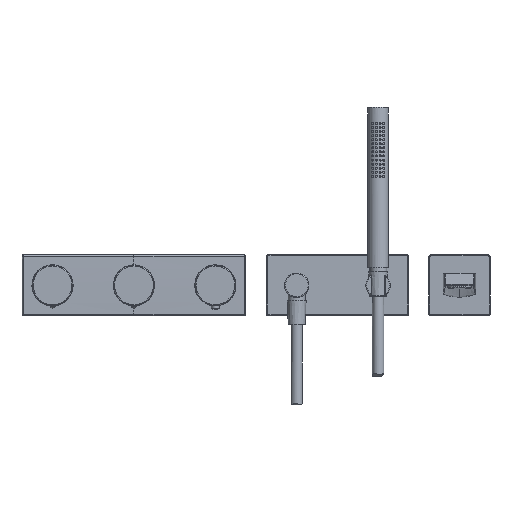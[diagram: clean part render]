
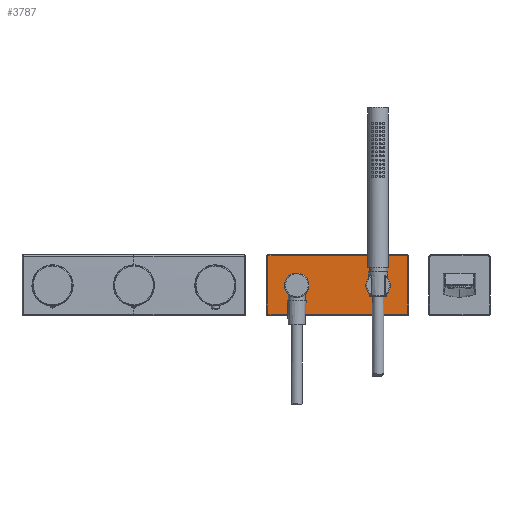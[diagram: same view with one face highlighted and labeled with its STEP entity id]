
A CAD part, top view. The second image highlights one B-rep face of the part: STEP entity #3787.
In plain terms, the highlighted planar face has unit normal (0, 0, 1).
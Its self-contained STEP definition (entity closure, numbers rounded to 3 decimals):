
#18 = CARTESIAN_POINT ( 'NONE',  ( 50.034, -36.308, 12. ) ) ;
#113 = EDGE_CURVE ( 'NONE', #10206, #6796, #3313, .T. ) ;
#185 = CARTESIAN_POINT ( 'NONE',  ( 14.726, 36.308, 12. ) ) ;
#309 = CARTESIAN_POINT ( 'NONE',  ( 186.218, -35.936, 12. ) ) ;
#420 = CARTESIAN_POINT ( 'NONE',  ( 14.726, 36.308, 12. ) ) ;
#715 = VECTOR ( 'NONE', #2645, 1000. ) ;
#732 = LINE ( 'NONE', #10561, #715 ) ;
#779 = CARTESIAN_POINT ( 'NONE',  ( 14.412, -36.308, 12. ) ) ;
#811 = EDGE_CURVE ( 'NONE', #3136, #9053, #9839, .T. ) ;
#883 = VERTEX_POINT ( 'NONE', #2791 ) ;
#1064 = ORIENTED_EDGE ( 'NONE', *, *, #12896, .F. ) ;
#1147 = CARTESIAN_POINT ( 'NONE',  ( 185.656, 36.308, 12. ) ) ;
#1366 = CARTESIAN_POINT ( 'NONE',  ( 185.656, -36.308, 12. ) ) ;
#1398 = VECTOR ( 'NONE', #4285, 1000. ) ;
#1608 = CARTESIAN_POINT ( 'NONE',  ( 185.342, -36.308, 12. ) ) ;
#1698 = B_SPLINE_CURVE_WITH_KNOTS ( 'NONE', 5,
 ( #8522, #1147, #10463, #4386, #11410, #5459 ),
 .UNSPECIFIED., .F., .F.,
 ( 6, 6 ),
 ( 0., 1. ),
 .UNSPECIFIED. ) ;
#1736 = ORIENTED_EDGE ( 'NONE', *, *, #12742, .F. ) ;
#1842 = CARTESIAN_POINT ( 'NONE',  ( 14.726, -36.308, 12. ) ) ;
#1974 = VERTEX_POINT ( 'NONE', #8475 ) ;
#1980 = EDGE_CURVE ( 'NONE', #6796, #3136, #8387, .T. ) ;
#2526 = CARTESIAN_POINT ( 'NONE',  ( 185.342, 36.308, 12. ) ) ;
#2644 = AXIS2_PLACEMENT_3D ( 'NONE', #9584, #3418, #10544 ) ;
#2645 = DIRECTION ( 'NONE',  ( 0., -1., 0. ) ) ;
#2791 = CARTESIAN_POINT ( 'NONE',  ( 186.342, -35.308, 12. ) ) ;
#2914 = CARTESIAN_POINT ( 'NONE',  ( 13.726, 0., 12. ) ) ;
#2946 = CARTESIAN_POINT ( 'NONE',  ( 13.849, -35.936, 12. ) ) ;
#2953 = DIRECTION ( 'NONE',  ( 0., 1., 0. ) ) ;
#3136 = VERTEX_POINT ( 'NONE', #3256 ) ;
#3240 = EDGE_LOOP ( 'NONE', ( #11818 ) ) ;
#3256 = CARTESIAN_POINT ( 'NONE',  ( 13.726, -35.308, 12. ) ) ;
#3313 = LINE ( 'NONE', #18, #10363 ) ;
#3379 = CARTESIAN_POINT ( 'NONE',  ( 13.726, 35.308, 12. ) ) ;
#3403 = ORIENTED_EDGE ( 'NONE', *, *, #113, .F. ) ;
#3418 = DIRECTION ( 'NONE',  ( 0., 0., 1. ) ) ;
#3589 = EDGE_LOOP ( 'NONE', ( #1736, #5372, #9810, #11016, #1064, #7711, #4428, #3403 ) ) ;
#3787 = ADVANCED_FACE ( 'NONE', ( #11957, #11792 ), #8627, .F. ) ;
#4004 = CARTESIAN_POINT ( 'NONE',  ( 13.726, -35.308, 12. ) ) ;
#4285 = DIRECTION ( 'NONE',  ( 1., 0., 0. ) ) ;
#4386 = CARTESIAN_POINT ( 'NONE',  ( 186.218, 35.936, 12. ) ) ;
#4406 = AXIS2_PLACEMENT_3D ( 'NONE', #6576, #4506, #11520 ) ;
#4428 = ORIENTED_EDGE ( 'NONE', *, *, #1980, .F. ) ;
#4506 = DIRECTION ( 'NONE',  ( 0., 0., -1. ) ) ;
#4657 = CARTESIAN_POINT ( 'NONE',  ( 14.726, -36.308, 12. ) ) ;
#4920 = DIRECTION ( 'NONE',  ( -1., 0., 0. ) ) ;
#4981 = VERTEX_POINT ( 'NONE', #420 ) ;
#5372 = ORIENTED_EDGE ( 'NONE', *, *, #11049, .F. ) ;
#5382 = VERTEX_POINT ( 'NONE', #5555 ) ;
#5459 = CARTESIAN_POINT ( 'NONE',  ( 186.342, 35.308, 12. ) ) ;
#5469 = B_SPLINE_CURVE_WITH_KNOTS ( 'NONE', 5,
 ( #3379, #9551, #5508, #12419, #6557, #185 ),
 .UNSPECIFIED., .F., .F.,
 ( 6, 6 ),
 ( 0., 1. ),
 .UNSPECIFIED. ) ;
#5508 = CARTESIAN_POINT ( 'NONE',  ( 13.849, 35.936, 12. ) ) ;
#5555 = CARTESIAN_POINT ( 'NONE',  ( 186.342, 35.308, 12. ) ) ;
#5803 = EDGE_CURVE ( 'NONE', #1974, #1974, #9878, .T. ) ;
#6557 = CARTESIAN_POINT ( 'NONE',  ( 14.412, 36.308, 12. ) ) ;
#6576 = CARTESIAN_POINT ( 'NONE',  ( 50.034, 0., 12. ) ) ;
#6796 = VERTEX_POINT ( 'NONE', #4657 ) ;
#7510 = VERTEX_POINT ( 'NONE', #2526 ) ;
#7707 = LINE ( 'NONE', #12266, #1398 ) ;
#7711 = ORIENTED_EDGE ( 'NONE', *, *, #811, .F. ) ;
#7729 = CARTESIAN_POINT ( 'NONE',  ( 185.97, -36.185, 12. ) ) ;
#8387 = B_SPLINE_CURVE_WITH_KNOTS ( 'NONE', 5,
 ( #1842, #779, #9148, #2946, #10117, #4004 ),
 .UNSPECIFIED., .F., .F.,
 ( 6, 6 ),
 ( 0., 1. ),
 .UNSPECIFIED. ) ;
#8475 = CARTESIAN_POINT ( 'NONE',  ( 37.034, 0., 12. ) ) ;
#8522 = CARTESIAN_POINT ( 'NONE',  ( 185.342, 36.308, 12. ) ) ;
#8627 = PLANE ( 'NONE',  #4406 ) ;
#8718 = CARTESIAN_POINT ( 'NONE',  ( 185.342, -36.308, 12. ) ) ;
#9053 = VERTEX_POINT ( 'NONE', #12343 ) ;
#9148 = CARTESIAN_POINT ( 'NONE',  ( 14.098, -36.185, 12. ) ) ;
#9526 = VECTOR ( 'NONE', #2953, 1000. ) ;
#9551 = CARTESIAN_POINT ( 'NONE',  ( 13.726, 35.622, 12. ) ) ;
#9584 = CARTESIAN_POINT ( 'NONE',  ( 50.034, 0., 12. ) ) ;
#9614 = CARTESIAN_POINT ( 'NONE',  ( 186.342, -35.622, 12. ) ) ;
#9810 = ORIENTED_EDGE ( 'NONE', *, *, #11438, .F. ) ;
#9839 = LINE ( 'NONE', #2914, #9526 ) ;
#9878 = CIRCLE ( 'NONE', #2644, 13. ) ;
#10117 = CARTESIAN_POINT ( 'NONE',  ( 13.726, -35.622, 12. ) ) ;
#10206 = VERTEX_POINT ( 'NONE', #1608 ) ;
#10363 = VECTOR ( 'NONE', #4920, 1000. ) ;
#10463 = CARTESIAN_POINT ( 'NONE',  ( 185.97, 36.185, 12. ) ) ;
#10544 = DIRECTION ( 'NONE',  ( -1., 0., 0. ) ) ;
#10561 = CARTESIAN_POINT ( 'NONE',  ( 186.342, 0., 12. ) ) ;
#11016 = ORIENTED_EDGE ( 'NONE', *, *, #11851, .F. ) ;
#11049 = EDGE_CURVE ( 'NONE', #5382, #883, #732, .T. ) ;
#11410 = CARTESIAN_POINT ( 'NONE',  ( 186.342, 35.622, 12. ) ) ;
#11438 = EDGE_CURVE ( 'NONE', #7510, #5382, #1698, .T. ) ;
#11520 = DIRECTION ( 'NONE',  ( 0., 1., 0. ) ) ;
#11792 = FACE_OUTER_BOUND ( 'NONE', #3589, .T. ) ;
#11818 = ORIENTED_EDGE ( 'NONE', *, *, #5803, .F. ) ;
#11851 = EDGE_CURVE ( 'NONE', #4981, #7510, #7707, .T. ) ;
#11957 = FACE_BOUND ( 'NONE', #3240, .T. ) ;
#12266 = CARTESIAN_POINT ( 'NONE',  ( 50.034, 36.308, 12. ) ) ;
#12343 = CARTESIAN_POINT ( 'NONE',  ( 13.726, 35.308, 12. ) ) ;
#12353 = B_SPLINE_CURVE_WITH_KNOTS ( 'NONE', 5,
 ( #12476, #9614, #309, #7729, #1366, #8718 ),
 .UNSPECIFIED., .F., .F.,
 ( 6, 6 ),
 ( 0., 1. ),
 .UNSPECIFIED. ) ;
#12419 = CARTESIAN_POINT ( 'NONE',  ( 14.097, 36.185, 12. ) ) ;
#12476 = CARTESIAN_POINT ( 'NONE',  ( 186.342, -35.308, 12. ) ) ;
#12742 = EDGE_CURVE ( 'NONE', #883, #10206, #12353, .T. ) ;
#12896 = EDGE_CURVE ( 'NONE', #9053, #4981, #5469, .T. ) ;
